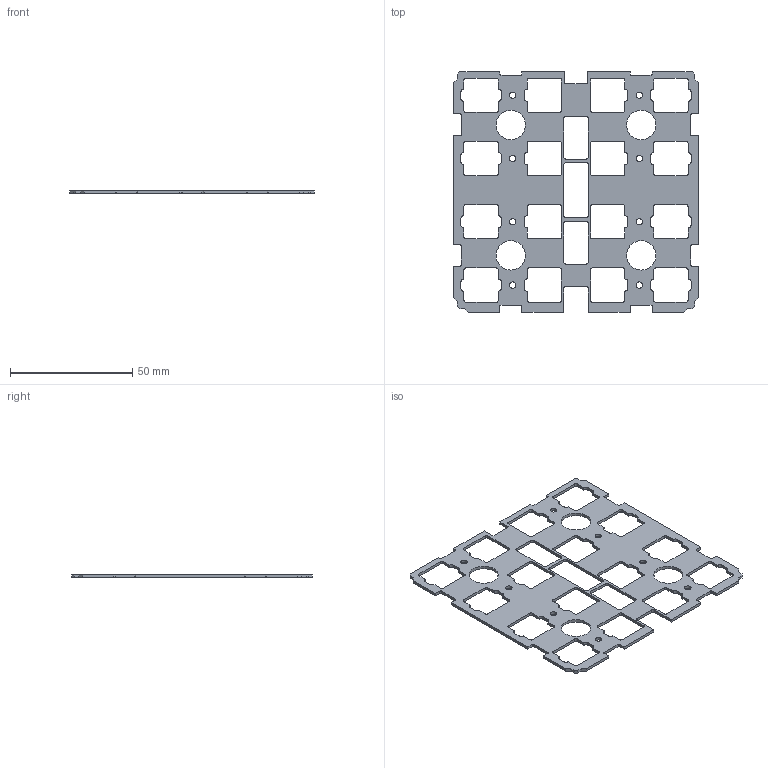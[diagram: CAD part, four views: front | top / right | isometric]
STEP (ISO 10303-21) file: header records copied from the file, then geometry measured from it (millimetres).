
FILE_DESCRIPTION(('KiCad electronic assembly'),'2;1');
FILE_NAME('PCBA-BU16-PLATE-3D.step','2025-02-11T13:01:27',('Pcbnew'),( 'Kicad'),'Open CASCADE STEP processor 7.6','KiCad to STEP converter' ,'Unknown');
FILE_SCHEMA(('AUTOMOTIVE_DESIGN { 1 0 10303 214 1 1 1 1 }'));
Length unit declared in the file: millimetre
Products named in the file (2): PCBA-BU16-PLATE-3D 1; kibot_1f_7gyrw_PCB
Assembly tree (1 placements, depth 2):
  PCBA-BU16-PLATE-3D 1
    kibot_1f_7gyrw_PCB
Bounding box: 100 x 98.5 x 1.2 mm (x, y, z)
Volume: 6156.8 mm3; surface area: 12367.6 mm2
Topology: 1 solids, 1 shells, 482 faces, 1440 edges, 960 vertices
Faces by surface type: plane 328, cylinder 154
Full cylindrical faces by diameter (mm): 2.6 x8, 12 x4
Entity records: 16333 total; most frequent: CARTESIAN_POINT 2884, ORIENTED_EDGE 2880, DIRECTION 2716, EDGE_CURVE 1440, LINE 1132, VECTOR 1132, VERTEX_POINT 960, AXIS2_PLACEMENT_3D 792
